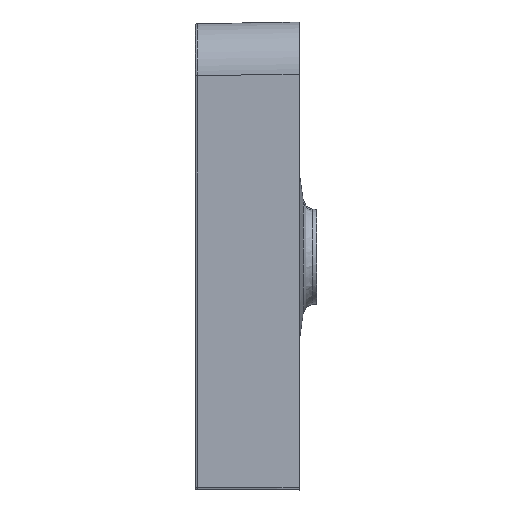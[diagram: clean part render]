
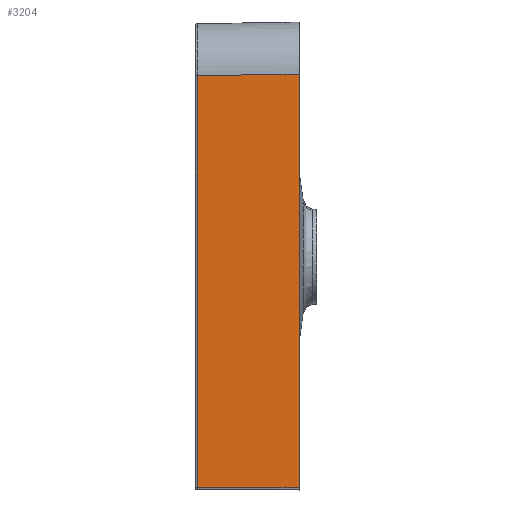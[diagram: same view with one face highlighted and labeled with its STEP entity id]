
A CAD part, left-side view. The second image highlights one B-rep face of the part: STEP entity #3204.
In plain terms, the highlighted planar face has unit normal (-1, 0.018, 0).
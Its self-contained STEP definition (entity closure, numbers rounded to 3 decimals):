
#256 = DIRECTION ( 'NONE',  ( 0., 0., -1. ) ) ;
#287 = VERTEX_POINT ( 'NONE', #2087 ) ;
#428 = VERTEX_POINT ( 'NONE', #7702 ) ;
#803 = AXIS2_PLACEMENT_3D ( 'NONE', #5356, #5309, #2692 ) ;
#1410 = DIRECTION ( 'NONE',  ( 0., 0., -1. ) ) ;
#1438 = VECTOR ( 'NONE', #256, 1000. ) ;
#1741 = EDGE_CURVE ( 'NONE', #428, #1764, #4185, .T. ) ;
#1764 = VERTEX_POINT ( 'NONE', #2940 ) ;
#2087 = CARTESIAN_POINT ( 'NONE',  ( -498.289, -1.965, 174.082 ) ) ;
#2205 = DIRECTION ( 'NONE',  ( -0.017, -1., -0.002 ) ) ;
#2692 = DIRECTION ( 'NONE',  ( -0.017, -1., 0. ) ) ;
#2940 = CARTESIAN_POINT ( 'NONE',  ( -500.001, -100., -222.215 ) ) ;
#3204 = ADVANCED_FACE ( 'NONE', ( #6076 ), #4729, .T. ) ;
#3420 = VECTOR ( 'NONE', #7924, 1000. ) ;
#4185 = LINE ( 'NONE', #6317, #1438 ) ;
#4213 = ORIENTED_EDGE ( 'NONE', *, *, #7188, .T. ) ;
#4226 = ORIENTED_EDGE ( 'NONE', *, *, #1741, .F. ) ;
#4538 = EDGE_LOOP ( 'NONE', ( #4226, #5973, #6852, #4213 ) ) ;
#4729 = PLANE ( 'NONE',  #803 ) ;
#4841 = VECTOR ( 'NONE', #1410, 1000. ) ;
#4946 = LINE ( 'NONE', #5714, #8082 ) ;
#5309 = DIRECTION ( 'NONE',  ( -1., 0.017, 0. ) ) ;
#5336 = LINE ( 'NONE', #6851, #4841 ) ;
#5356 = CARTESIAN_POINT ( 'NONE',  ( -498.255, 0., 224.04 ) ) ;
#5714 = CARTESIAN_POINT ( 'NONE',  ( -498.241, 0.778, -222.039 ) ) ;
#5973 = ORIENTED_EDGE ( 'NONE', *, *, #6971, .T. ) ;
#6071 = CARTESIAN_POINT ( 'NONE',  ( -498.289, -1.965, -222.043 ) ) ;
#6076 = FACE_OUTER_BOUND ( 'NONE', #4538, .T. ) ;
#6317 = CARTESIAN_POINT ( 'NONE',  ( -500.001, -100., 224.04 ) ) ;
#6637 = CARTESIAN_POINT ( 'NONE',  ( -498.27, -0.872, 174.063 ) ) ;
#6851 = CARTESIAN_POINT ( 'NONE',  ( -498.289, -1.965, 224.04 ) ) ;
#6852 = ORIENTED_EDGE ( 'NONE', *, *, #7782, .T. ) ;
#6971 = EDGE_CURVE ( 'NONE', #428, #287, #7087, .T. ) ;
#7087 = LINE ( 'NONE', #6637, #3420 ) ;
#7096 = VERTEX_POINT ( 'NONE', #6071 ) ;
#7188 = EDGE_CURVE ( 'NONE', #7096, #1764, #4946, .T. ) ;
#7702 = CARTESIAN_POINT ( 'NONE',  ( -500.001, -100., 175.793 ) ) ;
#7782 = EDGE_CURVE ( 'NONE', #287, #7096, #5336, .T. ) ;
#7924 = DIRECTION ( 'NONE',  ( 0.017, 1., -0.017 ) ) ;
#8082 = VECTOR ( 'NONE', #2205, 1000. ) ;
